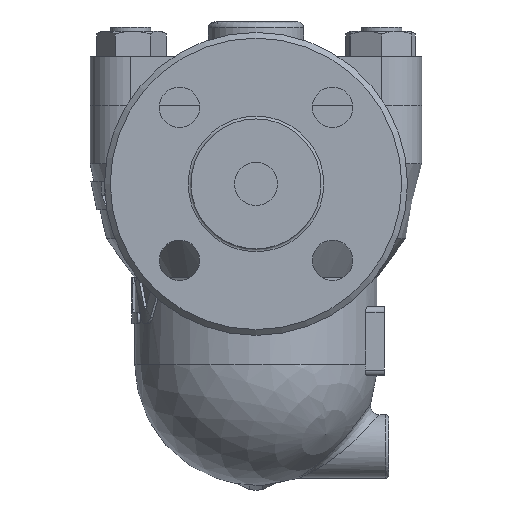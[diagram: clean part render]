
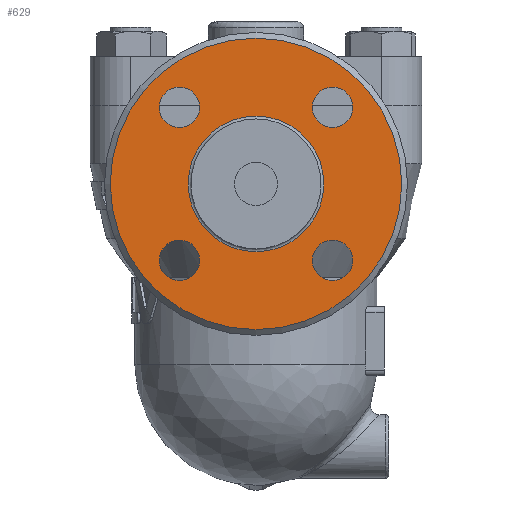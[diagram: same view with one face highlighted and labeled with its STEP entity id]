
A CAD part, left-side view. The second image highlights one B-rep face of the part: STEP entity #629.
In plain terms, the highlighted planar face has unit normal (-1, 0, 0).
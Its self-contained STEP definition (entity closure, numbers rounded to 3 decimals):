
#342=CARTESIAN_POINT('',(-107.5,-26.517,6.517));
#343=VERTEX_POINT('',#342);
#344=CARTESIAN_POINT('',(-107.5,-26.517,-0.483));
#345=DIRECTION('',(1.0,0.0,0.0));
#346=DIRECTION('',(0.0,0.0,-1.0));
#347=AXIS2_PLACEMENT_3D('',#344,#345,#346);
#348=CIRCLE('',#347,7.);
#349=EDGE_CURVE('',#343,#343,#348,.T.);
#370=CARTESIAN_POINT('',(-107.5,-26.517,-46.517));
#371=VERTEX_POINT('',#370);
#372=CARTESIAN_POINT('',(-107.5,-26.517,-53.517));
#373=DIRECTION('',(1.0,0.0,0.0));
#374=DIRECTION('',(0.0,0.0,-1.0));
#375=AXIS2_PLACEMENT_3D('',#372,#373,#374);
#376=CIRCLE('',#375,7.);
#377=EDGE_CURVE('',#371,#371,#376,.T.);
#398=CARTESIAN_POINT('',(-107.5,26.517,-46.517));
#399=VERTEX_POINT('',#398);
#400=CARTESIAN_POINT('',(-107.5,26.517,-53.517));
#401=DIRECTION('',(1.0,0.0,0.0));
#402=DIRECTION('',(0.0,0.0,-1.0));
#403=AXIS2_PLACEMENT_3D('',#400,#401,#402);
#404=CIRCLE('',#403,7.);
#405=EDGE_CURVE('',#399,#399,#404,.T.);
#426=CARTESIAN_POINT('',(-107.5,26.517,6.517));
#427=VERTEX_POINT('',#426);
#428=CARTESIAN_POINT('',(-107.5,26.517,-0.483));
#429=DIRECTION('',(1.0,0.0,0.0));
#430=DIRECTION('',(0.0,0.0,-1.0));
#431=AXIS2_PLACEMENT_3D('',#428,#429,#430);
#432=CIRCLE('',#431,7.);
#433=EDGE_CURVE('',#427,#427,#432,.T.);
#575=CARTESIAN_POINT('',(-107.5,0.0,-3.5));
#576=VERTEX_POINT('',#575);
#577=CARTESIAN_POINT('',(-107.5,0.0,-27.));
#578=DIRECTION('',(-1.0,0.0,0.0));
#579=DIRECTION('',(0.0,0.0,-1.0));
#580=AXIS2_PLACEMENT_3D('',#577,#578,#579);
#581=CIRCLE('',#580,23.5);
#582=EDGE_CURVE('',#576,#576,#581,.T.);
#598=CARTESIAN_POINT('',(-107.5,0.0,10.5));
#599=DIRECTION('',(-1.0,0.0,0.0));
#600=DIRECTION('',(0.0,0.0,1.0));
#601=AXIS2_PLACEMENT_3D('',#598,#599,#600);
#602=PLANE('',#601);
#603=CARTESIAN_POINT('',(-107.5,0.,23.5));
#604=VERTEX_POINT('',#603);
#605=CARTESIAN_POINT('',(-107.5,0.0,-27.));
#606=DIRECTION('',(1.0,0.0,0.0));
#607=DIRECTION('',(0.0,0.0,-1.0));
#608=AXIS2_PLACEMENT_3D('',#605,#606,#607);
#609=CIRCLE('',#608,50.5);
#610=EDGE_CURVE('',#604,#604,#609,.T.);
#611=ORIENTED_EDGE('',*,*,#610,.F.);
#612=EDGE_LOOP('',(#611));
#613=FACE_OUTER_BOUND('',#612,.T.);
#614=ORIENTED_EDGE('',*,*,#349,.T.);
#615=EDGE_LOOP('',(#614));
#616=FACE_BOUND('',#615,.T.);
#617=ORIENTED_EDGE('',*,*,#377,.T.);
#618=EDGE_LOOP('',(#617));
#619=FACE_BOUND('',#618,.T.);
#620=ORIENTED_EDGE('',*,*,#405,.T.);
#621=EDGE_LOOP('',(#620));
#622=FACE_BOUND('',#621,.T.);
#623=ORIENTED_EDGE('',*,*,#433,.T.);
#624=EDGE_LOOP('',(#623));
#625=FACE_BOUND('',#624,.T.);
#626=ORIENTED_EDGE('',*,*,#582,.F.);
#627=EDGE_LOOP('',(#626));
#628=FACE_BOUND('',#627,.T.);
#629=ADVANCED_FACE('',(#613,#616,#619,#622,#625,#628),#602,.T.);
